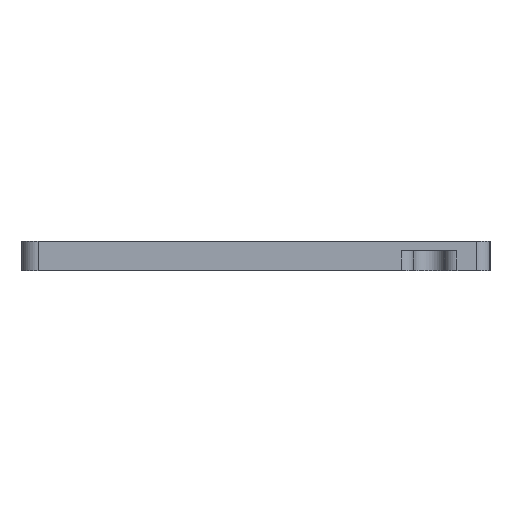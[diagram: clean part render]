
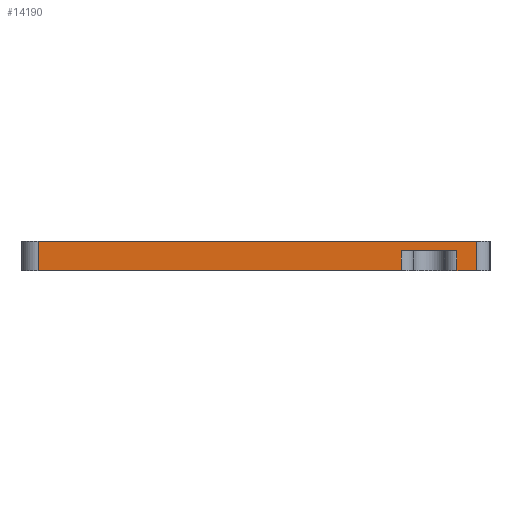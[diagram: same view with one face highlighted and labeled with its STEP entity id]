
A CAD part, left-side view. The second image highlights one B-rep face of the part: STEP entity #14190.
In plain terms, the highlighted planar face has unit normal (-1, 0, 0).
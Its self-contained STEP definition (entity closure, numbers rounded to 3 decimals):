
#83=PLANE('',#14949);
#416=FACE_OUTER_BOUND('',#1159,.T.);
#1159=EDGE_LOOP('',(#9324,#9325,#9326,#9327,#9328,#9329,#9330,#9331));
#1969=LINE('',#21056,#3376);
#1971=LINE('',#21062,#3378);
#1972=LINE('',#21064,#3379);
#1973=LINE('',#21066,#3380);
#1974=LINE('',#21068,#3381);
#1975=LINE('',#21070,#3382);
#1976=LINE('',#21072,#3383);
#1977=LINE('',#21073,#3384);
#3376=VECTOR('',#16517,10.);
#3378=VECTOR('',#16523,10.);
#3379=VECTOR('',#16524,10.);
#3380=VECTOR('',#16525,10.);
#3381=VECTOR('',#16526,10.);
#3382=VECTOR('',#16527,10.);
#3383=VECTOR('',#16528,10.);
#3384=VECTOR('',#16529,10.);
#5606=VERTEX_POINT('',#21053);
#5607=VERTEX_POINT('',#21055);
#5609=VERTEX_POINT('',#21061);
#5610=VERTEX_POINT('',#21063);
#5611=VERTEX_POINT('',#21065);
#5612=VERTEX_POINT('',#21067);
#5613=VERTEX_POINT('',#21069);
#5614=VERTEX_POINT('',#21071);
#7092=EDGE_CURVE('',#5606,#5607,#1969,.T.);
#7095=EDGE_CURVE('',#5609,#5607,#1971,.T.);
#7096=EDGE_CURVE('',#5606,#5610,#1972,.T.);
#7097=EDGE_CURVE('',#5610,#5611,#1973,.T.);
#7098=EDGE_CURVE('',#5612,#5611,#1974,.T.);
#7099=EDGE_CURVE('',#5613,#5612,#1975,.T.);
#7100=EDGE_CURVE('',#5613,#5614,#1976,.T.);
#7101=EDGE_CURVE('',#5609,#5614,#1977,.T.);
#9324=ORIENTED_EDGE('',*,*,#7095,.T.);
#9325=ORIENTED_EDGE('',*,*,#7092,.F.);
#9326=ORIENTED_EDGE('',*,*,#7096,.T.);
#9327=ORIENTED_EDGE('',*,*,#7097,.T.);
#9328=ORIENTED_EDGE('',*,*,#7098,.F.);
#9329=ORIENTED_EDGE('',*,*,#7099,.F.);
#9330=ORIENTED_EDGE('',*,*,#7100,.T.);
#9331=ORIENTED_EDGE('',*,*,#7101,.F.);
#14190=ADVANCED_FACE('',(#416),#83,.T.);
#14949=AXIS2_PLACEMENT_3D('',#21060,#16521,#16522);
#16517=DIRECTION('',(0.,0.,1.));
#16521=DIRECTION('center_axis',(-1.,0.,0.));
#16522=DIRECTION('ref_axis',(0.,-1.,0.));
#16523=DIRECTION('',(0.,-1.,0.));
#16524=DIRECTION('',(0.,-1.,0.));
#16525=DIRECTION('',(0.,0.,1.));
#16526=DIRECTION('',(0.,-1.,0.));
#16527=DIRECTION('',(0.,0.,1.));
#16528=DIRECTION('',(0.,-1.,0.));
#16529=DIRECTION('',(0.,0.,-1.));
#21053=CARTESIAN_POINT('',(15.404,16.09,0.));
#21055=CARTESIAN_POINT('',(15.404,16.09,3.25));
#21056=CARTESIAN_POINT('',(15.404,16.09,0.));
#21060=CARTESIAN_POINT('Origin',(15.404,84.499,0.));
#21061=CARTESIAN_POINT('',(15.404,25.19,3.25));
#21062=CARTESIAN_POINT('',(15.404,52.57,3.25));
#21063=CARTESIAN_POINT('',(15.404,12.949,0.));
#21064=CARTESIAN_POINT('',(15.404,84.499,0.));
#21065=CARTESIAN_POINT('',(15.404,12.949,4.75));
#21066=CARTESIAN_POINT('',(15.404,12.949,0.));
#21067=CARTESIAN_POINT('',(15.404,84.499,4.75));
#21068=CARTESIAN_POINT('',(15.404,84.499,4.75));
#21069=CARTESIAN_POINT('',(15.404,84.499,0.));
#21070=CARTESIAN_POINT('',(15.404,84.499,0.));
#21071=CARTESIAN_POINT('',(15.404,25.19,0.));
#21072=CARTESIAN_POINT('',(15.404,84.499,0.));
#21073=CARTESIAN_POINT('',(15.404,25.19,0.));
